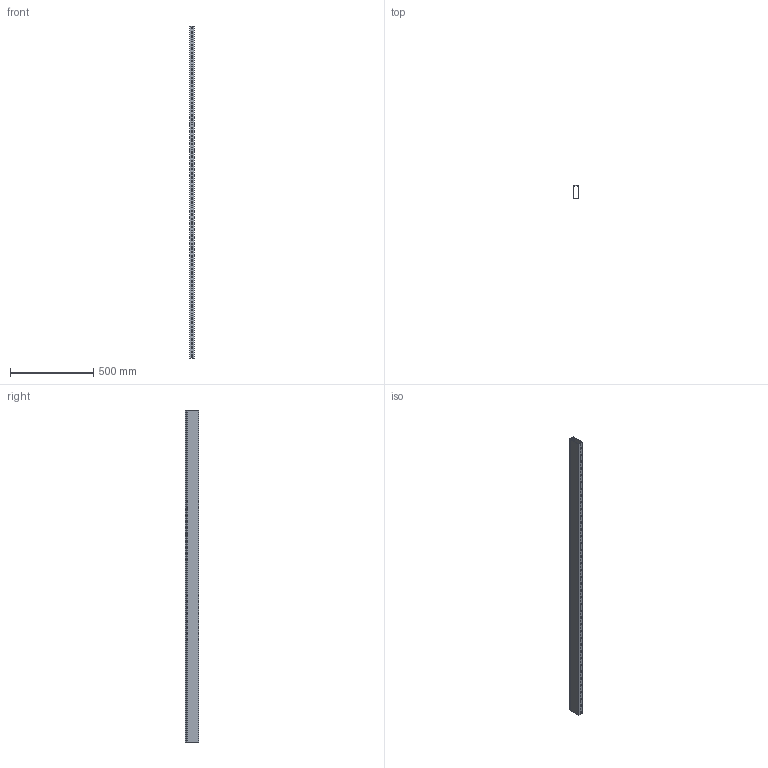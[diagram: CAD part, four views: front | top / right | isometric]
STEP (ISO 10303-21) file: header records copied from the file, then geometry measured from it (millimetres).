
FILE_DESCRIPTION (( 'STEP AP214' ), '1' );
FILE_NAME ('6132636.stp', '2024-09-05T10:43:19', ( '' ), ( '' ), 'SwSTEP 2.0', 'SolidWorks 2022', '' );
FILE_SCHEMA (( 'AUTOMOTIVE_DESIGN' ));
Length unit declared in the file: millimetre
Products named in the file (3): 241852; 6132636; 242291
Assembly tree (2 placements, depth 2):
  6132636
    242291
    241852
Bounding box: 30 x 80.1 x 2000 mm (x, y, z)
Volume: 945179.7 mm3; surface area: 1014832.3 mm2
Topology: 2 solids, 2 shells, 364 faces, 1080 edges, 720 vertices
Faces by surface type: plane 198, cylinder 166
Entity records: 12686 total; most frequent: CARTESIAN_POINT 2169, ORIENTED_EDGE 2160, DIRECTION 2150, EDGE_CURVE 1080, VECTOR 748, LINE 748, VERTEX_POINT 720, AXIS2_PLACEMENT_3D 701
